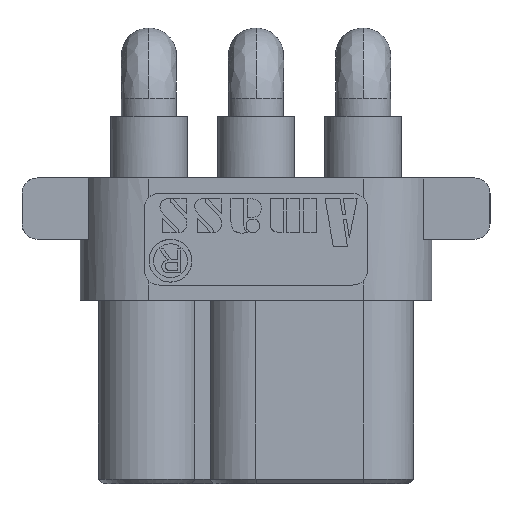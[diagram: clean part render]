
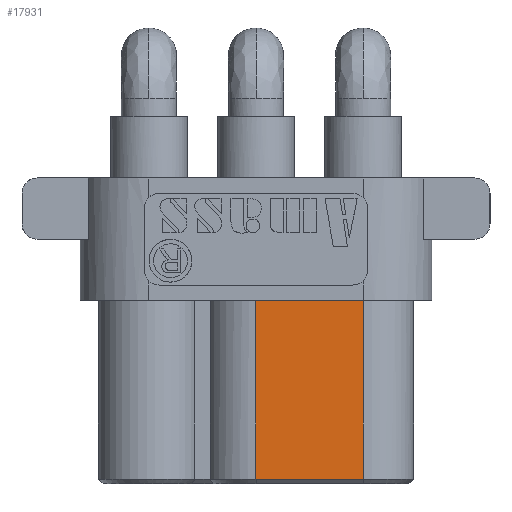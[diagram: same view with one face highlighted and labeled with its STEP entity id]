
A CAD part, front view. The second image highlights one B-rep face of the part: STEP entity #17931.
In plain terms, the highlighted face is planar.
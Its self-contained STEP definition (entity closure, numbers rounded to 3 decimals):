
#1781 = VECTOR ( 'NONE', #11275, 1000. ) ;
#2432 = EDGE_CURVE ( 'NONE', #19259, #8895, #8164, .T. ) ;
#2599 = ORIENTED_EDGE ( 'NONE', *, *, #19328, .F. ) ;
#3070 = AXIS2_PLACEMENT_3D ( 'NONE', #13795, #15367, #13592 ) ;
#3678 = EDGE_LOOP ( 'NONE', ( #2599, #12498, #16695, #11628 ) ) ;
#4157 = LINE ( 'NONE', #8868, #13962 ) ;
#4295 = PLANE ( 'NONE',  #3070 ) ;
#4627 = VERTEX_POINT ( 'NONE', #20048 ) ;
#4776 = CARTESIAN_POINT ( 'NONE',  ( -7., 13.85, 4.3 ) ) ;
#7498 = DIRECTION ( 'NONE',  ( -1., 0., 0. ) ) ;
#8164 = LINE ( 'NONE', #12849, #1781 ) ;
#8868 = CARTESIAN_POINT ( 'NONE',  ( -5.25, 13.85, 4.3 ) ) ;
#8895 = VERTEX_POINT ( 'NONE', #4776 ) ;
#10171 = LINE ( 'NONE', #13298, #13288 ) ;
#10247 = CARTESIAN_POINT ( 'NONE',  ( -5.25, 8., 4.3 ) ) ;
#11275 = DIRECTION ( 'NONE',  ( 0., 1., 0. ) ) ;
#11598 = LINE ( 'NONE', #10247, #18716 ) ;
#11628 = ORIENTED_EDGE ( 'NONE', *, *, #2432, .F. ) ;
#12498 = ORIENTED_EDGE ( 'NONE', *, *, #20417, .T. ) ;
#12849 = CARTESIAN_POINT ( 'NONE',  ( -7., 8., 4.3 ) ) ;
#13288 = VECTOR ( 'NONE', #19819, 1000. ) ;
#13298 = CARTESIAN_POINT ( 'NONE',  ( -3.5, 8., 4.3 ) ) ;
#13592 = DIRECTION ( 'NONE',  ( 0., 1., 0. ) ) ;
#13647 = VERTEX_POINT ( 'NONE', #19868 ) ;
#13795 = CARTESIAN_POINT ( 'NONE',  ( -3.5, 8., 4.3 ) ) ;
#13962 = VECTOR ( 'NONE', #7498, 1000. ) ;
#15046 = DIRECTION ( 'NONE',  ( -1., 0., 0. ) ) ;
#15269 = FACE_OUTER_BOUND ( 'NONE', #3678, .T. ) ;
#15367 = DIRECTION ( 'NONE',  ( 0., 0., 1. ) ) ;
#16695 = ORIENTED_EDGE ( 'NONE', *, *, #20710, .T. ) ;
#17931 = ADVANCED_FACE ( 'NONE', ( #15269 ), #4295, .T. ) ;
#18716 = VECTOR ( 'NONE', #15046, 1000. ) ;
#19259 = VERTEX_POINT ( 'NONE', #19269 ) ;
#19269 = CARTESIAN_POINT ( 'NONE',  ( -7., 8., 4.3 ) ) ;
#19328 = EDGE_CURVE ( 'NONE', #4627, #19259, #11598, .T. ) ;
#19819 = DIRECTION ( 'NONE',  ( 0., 1., 0. ) ) ;
#19868 = CARTESIAN_POINT ( 'NONE',  ( -3.5, 13.85, 4.3 ) ) ;
#20048 = CARTESIAN_POINT ( 'NONE',  ( -3.5, 8., 4.3 ) ) ;
#20417 = EDGE_CURVE ( 'NONE', #4627, #13647, #10171, .T. ) ;
#20710 = EDGE_CURVE ( 'NONE', #13647, #8895, #4157, .T. ) ;
